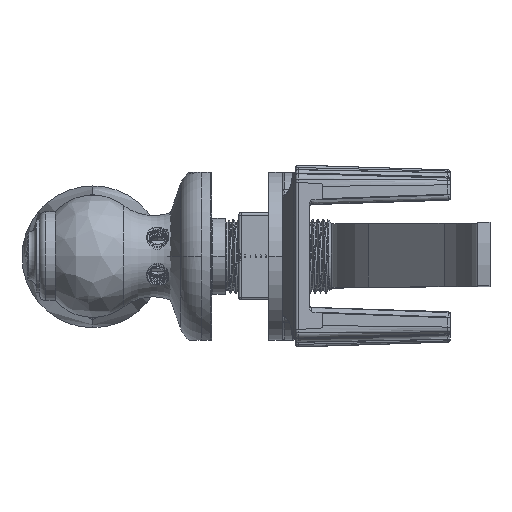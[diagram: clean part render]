
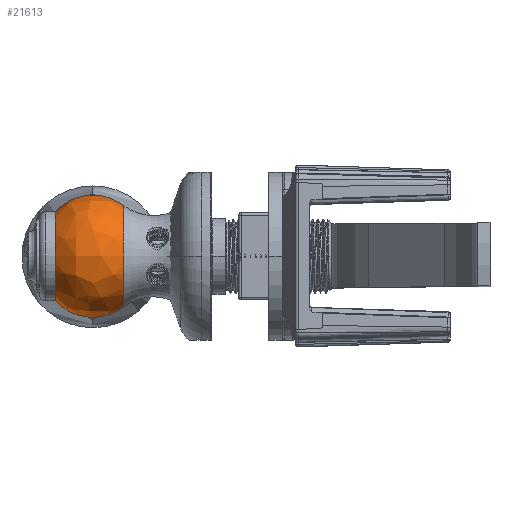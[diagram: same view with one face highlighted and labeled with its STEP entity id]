
A CAD part, top view. The second image highlights one B-rep face of the part: STEP entity #21613.
In plain terms, the highlighted free-form (B-spline) face has degree [3, 3] with [7, 4] control points.
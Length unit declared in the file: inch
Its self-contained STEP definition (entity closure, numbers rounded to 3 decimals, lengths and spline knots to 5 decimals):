
#18864=CARTESIAN_POINT('',(-1.30794,-0.08,0.));
#18865=DIRECTION('',(0.,0.,-1.));
#18866=DIRECTION('',(0.612,-0.791,0.));
#18867=AXIS2_PLACEMENT_3D('',#18864,#18865,#18866);
#18869=CARTESIAN_POINT('',(-1.30794,0.08,0.));
#18870=DIRECTION('',(0.,0.,1.));
#18871=DIRECTION('',(0.612,0.791,0.));
#18872=AXIS2_PLACEMENT_3D('',#18869,#18870,#18871);
#18874=CARTESIAN_POINT('',(-1.07829,0.,0.));
#18875=DIRECTION('',(-1.,0.,0.));
#18876=DIRECTION('',(0.,-1.,0.));
#18877=AXIS2_PLACEMENT_3D('',#18874,#18875,#18876);
#18887=CARTESIAN_POINT('',(-1.587,0.,0.));
#18888=DIRECTION('',(-1.,0.,0.));
#18889=DIRECTION('',(0.,-1.,0.));
#18890=AXIS2_PLACEMENT_3D('',#18887,#18888,#18889);
#21136=CARTESIAN_POINT('',(-1.07829,-0.37646,0.));
#21138=VERTEX_POINT('',#21136);
#21139=CARTESIAN_POINT('',(-1.587,-0.3305,0.));
#21140=VERTEX_POINT('',#21139);
#21150=CARTESIAN_POINT('',(-1.07829,0.37646,0.));
#21152=VERTEX_POINT('',#21150);
#21153=CARTESIAN_POINT('',(-1.587,0.3305,0.));
#21154=VERTEX_POINT('',#21153);
#21577=CARTESIAN_POINT('',(-1.59484,0.32085,
-0.02019));
#21578=CARTESIAN_POINT('',(-1.45435,0.48742,
-0.03067));
#21579=CARTESIAN_POINT('',(-1.23709,0.50701,
-0.0319));
#21580=CARTESIAN_POINT('',(-1.06897,0.36827,
-0.02317));
#21581=CARTESIAN_POINT('',(-1.59484,0.33327,
0.17727));
#21582=CARTESIAN_POINT('',(-1.45435,0.50629,
0.26929));
#21583=CARTESIAN_POINT('',(-1.23709,0.52664,
0.28012));
#21584=CARTESIAN_POINT('',(-1.06897,0.38252,
0.20346));
#21585=CARTESIAN_POINT('',(-1.59484,0.19784,
0.32149));
#21586=CARTESIAN_POINT('',(-1.45435,0.30055,
0.48838));
#21587=CARTESIAN_POINT('',(-1.23709,0.31263,
0.50801));
#21588=CARTESIAN_POINT('',(-1.06897,0.22708,
0.36899));
#21589=CARTESIAN_POINT('',(-1.59484,0.,0.32149));
#21590=CARTESIAN_POINT('',(-1.45435,0.,0.48838));
#21591=CARTESIAN_POINT('',(-1.23709,0.,0.50801));
#21592=CARTESIAN_POINT('',(-1.06897,0.,0.36899));
#21593=CARTESIAN_POINT('',(-1.59484,-0.19784,
0.32149));
#21594=CARTESIAN_POINT('',(-1.45435,-0.30055,
0.48838));
#21595=CARTESIAN_POINT('',(-1.23709,-0.31263,
0.50801));
#21596=CARTESIAN_POINT('',(-1.06897,-0.22708,
0.36899));
#21597=CARTESIAN_POINT('',(-1.59484,-0.33327,
0.17727));
#21598=CARTESIAN_POINT('',(-1.45435,-0.50629,
0.26929));
#21599=CARTESIAN_POINT('',(-1.23709,-0.52664,
0.28012));
#21600=CARTESIAN_POINT('',(-1.06897,-0.38252,
0.20346));
#21601=CARTESIAN_POINT('',(-1.59484,-0.32085,
-0.02019));
#21602=CARTESIAN_POINT('',(-1.45435,-0.48742,
-0.03067));
#21603=CARTESIAN_POINT('',(-1.23709,-0.50701,
-0.0319));
#21604=CARTESIAN_POINT('',(-1.06897,-0.36827,
-0.02317));
#21605=(BOUNDED_SURFACE()B_SPLINE_SURFACE(3,3,((#21577,#21578,#21579,#21580),(
#21581,#21582,#21583,#21584),(#21585,#21586,#21587,#21588),(#21589,#21590,
#21591,#21592),(#21593,#21594,#21595,#21596),(#21597,#21598,#21599,#21600),(
#21601,#21602,#21603,#21604)),.UNSPECIFIED.,.F.,.F.,.F.)B_SPLINE_SURFACE_WITH_KNOTS((4,3,4),(4,4),(0.,1.,2.),(0.,1.),.UNSPECIFIED.)GEOMETRIC_REPRESENTATION_ITEM()RATIONAL_B_SPLINE_SURFACE(((1.388,1.12,
1.12,1.388),(1.096,0.885,
0.885,1.096),(1.096,0.885,
0.885,1.096),(1.388,1.12,
1.12,1.388),(1.096,0.885,
0.885,1.096),(1.096,0.885,
0.885,1.096),(1.388,1.12,
1.12,1.388)))REPRESENTATION_ITEM('')SURFACE());
#21606=ORIENTED_EDGE('',*,*,#21412,.T.);
#21608=ORIENTED_EDGE('',*,*,#21607,.T.);
#21609=ORIENTED_EDGE('',*,*,#21415,.F.);
#21610=ORIENTED_EDGE('',*,*,#21525,.F.);
#21611=EDGE_LOOP('',(#21606,#21608,#21609,#21610));
#21612=FACE_OUTER_BOUND('',#21611,.F.);
#21613=ADVANCED_FACE('',(#21612),#21605,.T.);
#18868=CIRCLE('',#18867,0.375);
#18873=CIRCLE('',#18872,0.375);
#18878=CIRCLE('',#18877,0.37646);
#18891=CIRCLE('',#18890,0.3305);
#21412=EDGE_CURVE('',#21138,#21140,#18868,.T.);
#21415=EDGE_CURVE('',#21152,#21154,#18873,.T.);
#21525=EDGE_CURVE('',#21138,#21152,#18878,.T.);
#21607=EDGE_CURVE('',#21140,#21154,#18891,.T.);
